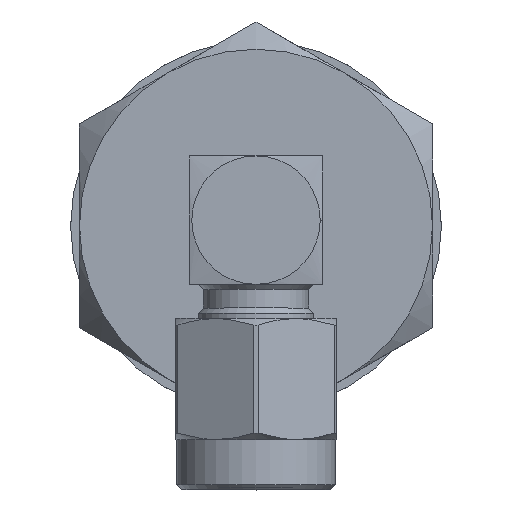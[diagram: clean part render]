
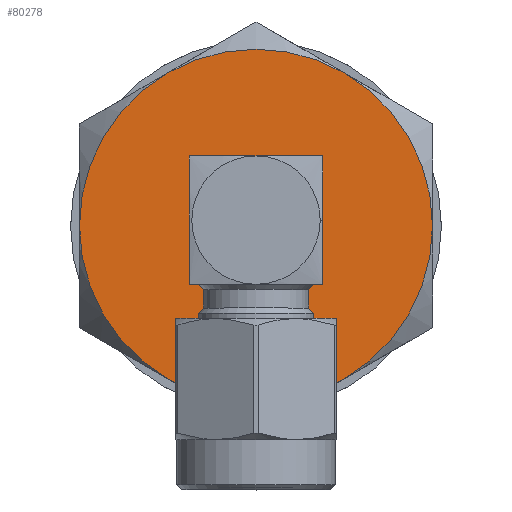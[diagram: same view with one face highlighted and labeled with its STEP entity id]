
A CAD part, top view. The second image highlights one B-rep face of the part: STEP entity #80278.
In plain terms, the highlighted face is planar.
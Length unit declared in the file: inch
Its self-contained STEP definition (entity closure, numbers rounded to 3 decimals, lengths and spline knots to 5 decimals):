
#62 = AXIS2_PLACEMENT_3D ( 'NONE', #11261, #35866, #59690 ) ;
#1170 = VERTEX_POINT ( 'NONE', #153288 ) ;
#1903 = CARTESIAN_POINT ( 'NONE',  ( 0.835, 0., 0. ) ) ;
#2918 = EDGE_LOOP ( 'NONE', ( #124968, #48712, #71008, #137226, #127362, #153639 ) ) ;
#9392 = CARTESIAN_POINT ( 'NONE',  ( 0.835, 0.07283, 0. ) ) ;
#10709 = VERTEX_POINT ( 'NONE', #56867 ) ;
#11261 = CARTESIAN_POINT ( 'NONE',  ( 0.835, 0.4, 0. ) ) ;
#11676 = DIRECTION ( 'NONE',  ( -1., 0., 0. ) ) ;
#13319 = DIRECTION ( 'NONE',  ( -1., 0., 0. ) ) ;
#16404 = VERTEX_POINT ( 'NONE', #126323 ) ;
#18493 = CIRCLE ( 'NONE', #28712, 0.34375 ) ;
#20913 = AXIS2_PLACEMENT_3D ( 'NONE', #134993, #87345, #50075 ) ;
#22813 = CARTESIAN_POINT ( 'NONE',  ( 0.835, 0., 0. ) ) ;
#23741 = VERTEX_POINT ( 'NONE', #9392 ) ;
#23829 = DIRECTION ( 'NONE',  ( -1., 0., 0. ) ) ;
#23843 = CIRCLE ( 'NONE', #155831, 0.34375 ) ;
#24746 = AXIS2_PLACEMENT_3D ( 'NONE', #67817, #55931, #80520 ) ;
#28712 = AXIS2_PLACEMENT_3D ( 'NONE', #57088, #29342, #114271 ) ;
#29342 = DIRECTION ( 'NONE',  ( -1., 0., 0. ) ) ;
#29684 = EDGE_CURVE ( 'NONE', #16404, #53490, #60204, .T. ) ;
#29852 = ORIENTED_EDGE ( 'NONE', *, *, #97270, .F. ) ;
#34182 = DIRECTION ( 'NONE',  ( 0., -1., 0. ) ) ;
#35866 = DIRECTION ( 'NONE',  ( -1., 0., 0. ) ) ;
#39694 = VERTEX_POINT ( 'NONE', #107977 ) ;
#40802 = EDGE_CURVE ( 'NONE', #16404, #152951, #128254, .T. ) ;
#48712 = ORIENTED_EDGE ( 'NONE', *, *, #72732, .F. ) ;
#49245 = CIRCLE ( 'NONE', #54335, 0.07283 ) ;
#50075 = DIRECTION ( 'NONE',  ( 0., -1., 0. ) ) ;
#50225 = CARTESIAN_POINT ( 'NONE',  ( 0.835, 0.17187, 0.2977 ) ) ;
#52216 = CARTESIAN_POINT ( 'NONE',  ( 0.835, 0., 0. ) ) ;
#53490 = VERTEX_POINT ( 'NONE', #50225 ) ;
#54335 = AXIS2_PLACEMENT_3D ( 'NONE', #104088, #142969, #34182 ) ;
#55931 = DIRECTION ( 'NONE',  ( 1., 0., 0. ) ) ;
#56867 = CARTESIAN_POINT ( 'NONE',  ( 0.835, -0.07283, 0. ) ) ;
#57088 = CARTESIAN_POINT ( 'NONE',  ( 0.835, 0., 0. ) ) ;
#59690 = DIRECTION ( 'NONE',  ( 0., -1., 0. ) ) ;
#60204 = CIRCLE ( 'NONE', #24746, 0.34375 ) ;
#64879 = DIRECTION ( 'NONE',  ( 0., -1., 0. ) ) ;
#67817 = CARTESIAN_POINT ( 'NONE',  ( 0.835, 0., 0. ) ) ;
#71008 = ORIENTED_EDGE ( 'NONE', *, *, #98740, .F. ) ;
#71610 = FACE_OUTER_BOUND ( 'NONE', #2918, .T. ) ;
#72732 = EDGE_CURVE ( 'NONE', #1170, #139274, #129378, .T. ) ;
#73813 = EDGE_LOOP ( 'NONE', ( #29852, #77915 ) ) ;
#77915 = ORIENTED_EDGE ( 'NONE', *, *, #155352, .F. ) ;
#78518 = DIRECTION ( 'NONE',  ( 0., -1., 0. ) ) ;
#80278 = ADVANCED_FACE ( 'NONE', ( #96980, #71610 ), #134298, .F. ) ;
#80520 = DIRECTION ( 'NONE',  ( 0., 1., 0. ) ) ;
#83718 = DIRECTION ( 'NONE',  ( 0., -1., 0. ) ) ;
#87345 = DIRECTION ( 'NONE',  ( 1., 0., 0. ) ) ;
#96980 = FACE_BOUND ( 'NONE', #73813, .T. ) ;
#97270 = EDGE_CURVE ( 'NONE', #10709, #23741, #132515, .T. ) ;
#98740 = EDGE_CURVE ( 'NONE', #152951, #1170, #18493, .T. ) ;
#99054 = EDGE_CURVE ( 'NONE', #139274, #39694, #147890, .T. ) ;
#101508 = AXIS2_PLACEMENT_3D ( 'NONE', #1903, #147224, #83718 ) ;
#104088 = CARTESIAN_POINT ( 'NONE',  ( 0.835, 0., 0. ) ) ;
#106970 = DIRECTION ( 'NONE',  ( 0., -1., 0. ) ) ;
#107977 = CARTESIAN_POINT ( 'NONE',  ( 0.835, -0.17188, 0.2977 ) ) ;
#112908 = CARTESIAN_POINT ( 'NONE',  ( 0.835, -0.34375, 0. ) ) ;
#114271 = DIRECTION ( 'NONE',  ( 0., -1., 0. ) ) ;
#122439 = AXIS2_PLACEMENT_3D ( 'NONE', #52216, #13319, #64879 ) ;
#124968 = ORIENTED_EDGE ( 'NONE', *, *, #99054, .F. ) ;
#126323 = CARTESIAN_POINT ( 'NONE',  ( 0.835, 0.34375, 0. ) ) ;
#127362 = ORIENTED_EDGE ( 'NONE', *, *, #29684, .T. ) ;
#127414 = CARTESIAN_POINT ( 'NONE',  ( 0.835, 0.17187, -0.2977 ) ) ;
#128254 = CIRCLE ( 'NONE', #153706, 0.34375 ) ;
#129378 = CIRCLE ( 'NONE', #101508, 0.34375 ) ;
#132515 = CIRCLE ( 'NONE', #20913, 0.07283 ) ;
#132572 = CARTESIAN_POINT ( 'NONE',  ( 0.835, 0., 0. ) ) ;
#134298 = PLANE ( 'NONE',  #62 ) ;
#134993 = CARTESIAN_POINT ( 'NONE',  ( 0.835, 0., 0. ) ) ;
#137226 = ORIENTED_EDGE ( 'NONE', *, *, #40802, .F. ) ;
#139274 = VERTEX_POINT ( 'NONE', #112908 ) ;
#142969 = DIRECTION ( 'NONE',  ( 1., 0., 0. ) ) ;
#147224 = DIRECTION ( 'NONE',  ( -1., 0., 0. ) ) ;
#147890 = CIRCLE ( 'NONE', #122439, 0.34375 ) ;
#152951 = VERTEX_POINT ( 'NONE', #127414 ) ;
#153288 = CARTESIAN_POINT ( 'NONE',  ( 0.835, -0.17188, -0.2977 ) ) ;
#153639 = ORIENTED_EDGE ( 'NONE', *, *, #155475, .F. ) ;
#153706 = AXIS2_PLACEMENT_3D ( 'NONE', #22813, #11676, #106970 ) ;
#155352 = EDGE_CURVE ( 'NONE', #23741, #10709, #49245, .T. ) ;
#155475 = EDGE_CURVE ( 'NONE', #39694, #53490, #23843, .T. ) ;
#155831 = AXIS2_PLACEMENT_3D ( 'NONE', #132572, #23829, #78518 ) ;
